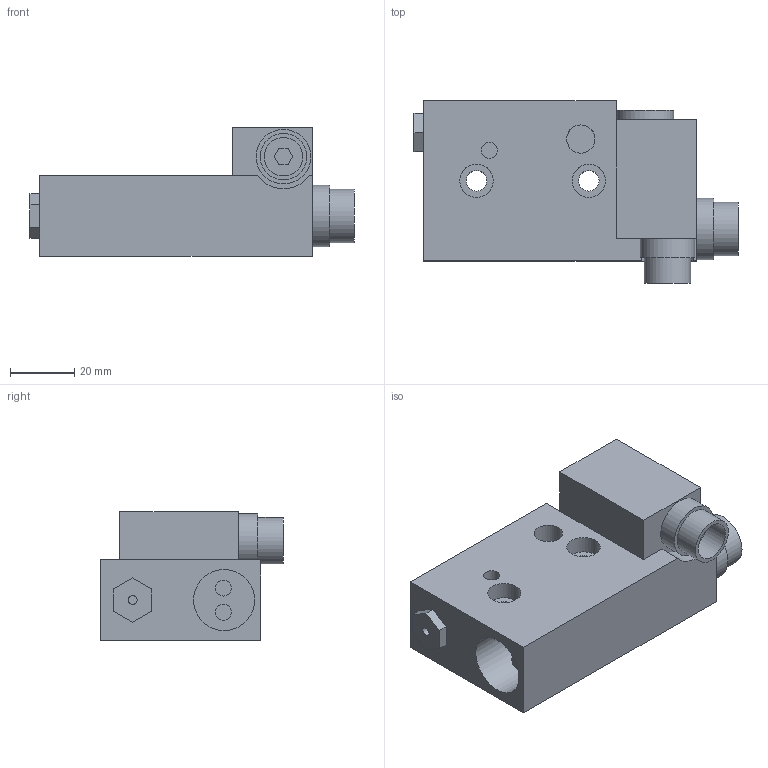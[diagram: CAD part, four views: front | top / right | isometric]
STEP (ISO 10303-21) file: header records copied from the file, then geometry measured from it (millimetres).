
FILE_DESCRIPTION(/* description */ (''),/* implementation_level */ '2;1');
FILE_NAME(/* name */ '300 100 07.stp',/* time_stamp */ '2015-10-22T15:24:16+02:00',/* author */ ('Lars'),/* organization */ ('AVAC Vakuumteknik AB'),/* preprocessor_version */ 'ST-DEVELOPER v16.1',/* originating_system */ 'Autodesk Inventor 2016',/* authorisation */ '');
FILE_SCHEMA (('AUTOMOTIVE_DESIGN { 1 0 10303 214 3 1 1 }'));
Length unit declared in the file: millimetre
Products named in the file (1): 300 100 07 Solid
Bounding box: 101 x 57 x 40 mm (x, y, z)
Volume: 109818.4 mm3; surface area: 22657.4 mm2
Topology: 1 solids, 1 shells, 69 faces, 143 edges, 94 vertices
Faces by surface type: plane 50, cylinder 19
Full cylindrical faces by diameter (mm): 2.8 x1, 5 x3, 6.4 x2, 8.8 x1, 10.4 x2, 11.8 x1, 12 x1, 14.5 x1, 16.6 x1, 17 x1, 18 x1, 19 x2, 19.2 x1
Entity records: 1773 total; most frequent: DIRECTION 305, CARTESIAN_POINT 290, ORIENTED_EDGE 254, EDGE_CURVE 126, AXIS2_PLACEMENT_3D 109, EDGE_LOOP 108, VERTEX_POINT 94, LINE 87
